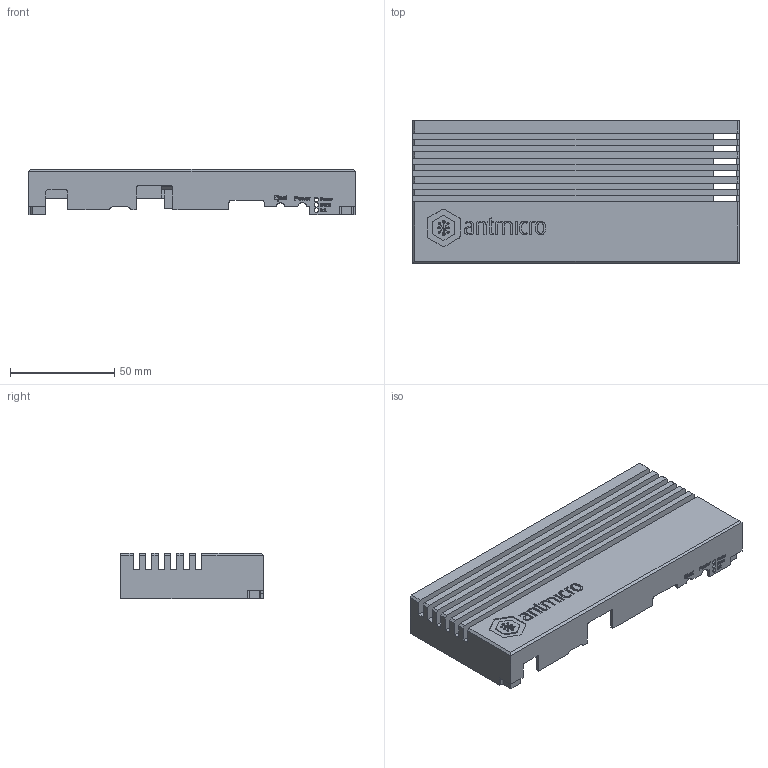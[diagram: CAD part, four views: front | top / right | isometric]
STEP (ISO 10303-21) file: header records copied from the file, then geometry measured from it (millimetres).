
FILE_DESCRIPTION(/* description */ (''),/* implementation_level */ '2;1');
FILE_NAME(/* name */ 'front_lid_02_12.step',/* time_stamp */ '2022-12-02T14:09:55+01:00',/* author */ (''),/* organization */ (''),/* preprocessor_version */ 'ST-DEVELOPER v18.1',/* originating_system */ 'Autodesk Translation Framework v10.13.0.1454',/* authorisation */ '');
FILE_SCHEMA (('AUTOMOTIVE_DESIGN { 1 0 10303 214 3 1 1 }'));
Length unit declared in the file: millimetre
Products named in the file (1): front_lid_02_12
Bounding box: 156.89 x 68.5 x 22.08 mm (x, y, z)
Volume: 82720.4 mm3; surface area: 51069.8 mm2
Topology: 1 solids, 1 shells, 834 faces, 2324 edges, 1540 vertices
Faces by surface type: plane 410, bspline 390, cylinder 32, cone 2
Full cylindrical faces by diameter (mm): 2.15 x3, 2.529 x4
Entity records: 29953 total; most frequent: CARTESIAN_POINT 10676, ORIENTED_EDGE 4648, DIRECTION 2515, EDGE_CURVE 2324, VERTEX_POINT 1540, LINE 1477, VECTOR 1477, EDGE_LOOP 900
